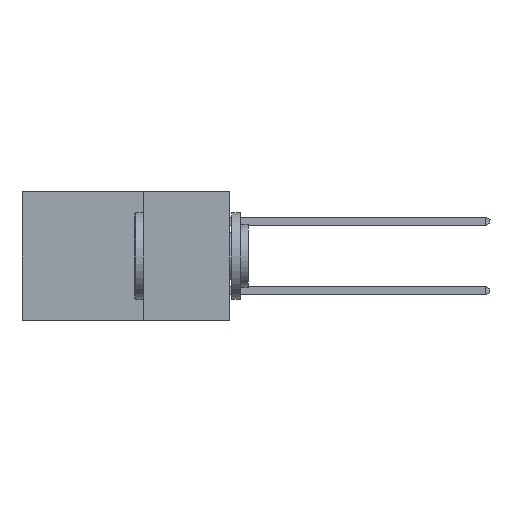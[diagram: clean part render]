
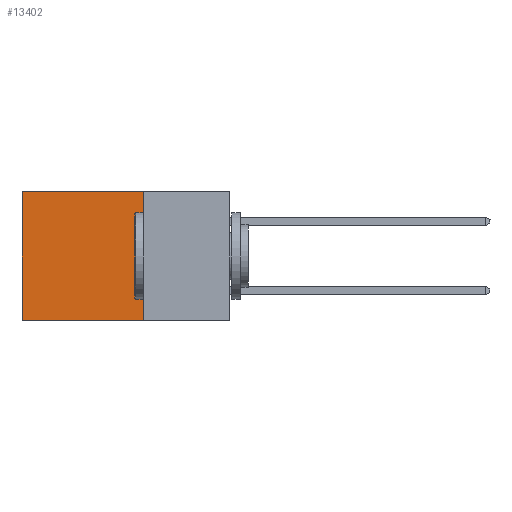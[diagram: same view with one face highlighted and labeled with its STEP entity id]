
A CAD part, left-side view. The second image highlights one B-rep face of the part: STEP entity #13402.
In plain terms, the highlighted planar face has unit normal (-1, 0, 0).
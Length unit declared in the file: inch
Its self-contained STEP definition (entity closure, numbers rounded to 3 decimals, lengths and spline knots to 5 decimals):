
#190 = CARTESIAN_POINT ( 'NONE',  ( 0.2615, 0.25, 0. ) ) ;
#817 = CARTESIAN_POINT ( 'NONE',  ( 0.2615, 0.25, -0.37 ) ) ;
#1812 = VERTEX_POINT ( 'NONE', #3845 ) ;
#2023 = EDGE_LOOP ( 'NONE', ( #18751, #9816, #14475, #2614 ) ) ;
#2614 = ORIENTED_EDGE ( 'NONE', *, *, #13061, .T. ) ;
#3845 = CARTESIAN_POINT ( 'NONE',  ( 0.2615, 0.6, -0.37 ) ) ;
#4408 = LINE ( 'NONE', #17674, #18765 ) ;
#5267 = VECTOR ( 'NONE', #8152, 39.37008 ) ;
#5870 = VECTOR ( 'NONE', #10697, 39.37008 ) ;
#6342 = VERTEX_POINT ( 'NONE', #817 ) ;
#6613 = CARTESIAN_POINT ( 'NONE',  ( 0.2615, 0.6, -0.37 ) ) ;
#6826 = DIRECTION ( 'NONE',  ( 1., 0., 0. ) ) ;
#8062 = LINE ( 'NONE', #6613, #5267 ) ;
#8152 = DIRECTION ( 'NONE',  ( 0., 0., -1. ) ) ;
#8263 = DIRECTION ( 'NONE',  ( 0., 0., -1. ) ) ;
#9816 = ORIENTED_EDGE ( 'NONE', *, *, #13674, .F. ) ;
#10125 = LINE ( 'NONE', #10321, #15555 ) ;
#10239 = CARTESIAN_POINT ( 'NONE',  ( 0.2615, 0.6, 0. ) ) ;
#10321 = CARTESIAN_POINT ( 'NONE',  ( 0.2615, 0.25, -0.37 ) ) ;
#10697 = DIRECTION ( 'NONE',  ( 0., 1., 0. ) ) ;
#10792 = LINE ( 'NONE', #190, #5870 ) ;
#11664 = DIRECTION ( 'NONE',  ( 0., 0., -1. ) ) ;
#12989 = DIRECTION ( 'NONE',  ( 0., 1., 0. ) ) ;
#13061 = EDGE_CURVE ( 'NONE', #17519, #16426, #10792, .T. ) ;
#13402 = ADVANCED_FACE ( 'NONE', ( #18254 ), #18617, .F. ) ;
#13674 = EDGE_CURVE ( 'NONE', #6342, #1812, #4408, .T. ) ;
#13888 = EDGE_CURVE ( 'NONE', #16426, #1812, #8062, .T. ) ;
#14241 = CARTESIAN_POINT ( 'NONE',  ( 0.2615, 0.25, -0.37 ) ) ;
#14475 = ORIENTED_EDGE ( 'NONE', *, *, #18808, .F. ) ;
#14862 = CARTESIAN_POINT ( 'NONE',  ( 0.2615, 0.25, 0. ) ) ;
#15555 = VECTOR ( 'NONE', #11664, 39.37008 ) ;
#16426 = VERTEX_POINT ( 'NONE', #10239 ) ;
#17232 = AXIS2_PLACEMENT_3D ( 'NONE', #14241, #6826, #8263 ) ;
#17519 = VERTEX_POINT ( 'NONE', #14862 ) ;
#17674 = CARTESIAN_POINT ( 'NONE',  ( 0.2615, 0.25, -0.37 ) ) ;
#18254 = FACE_OUTER_BOUND ( 'NONE', #2023, .T. ) ;
#18617 = PLANE ( 'NONE',  #17232 ) ;
#18751 = ORIENTED_EDGE ( 'NONE', *, *, #13888, .T. ) ;
#18765 = VECTOR ( 'NONE', #12989, 39.37008 ) ;
#18808 = EDGE_CURVE ( 'NONE', #17519, #6342, #10125, .T. ) ;
